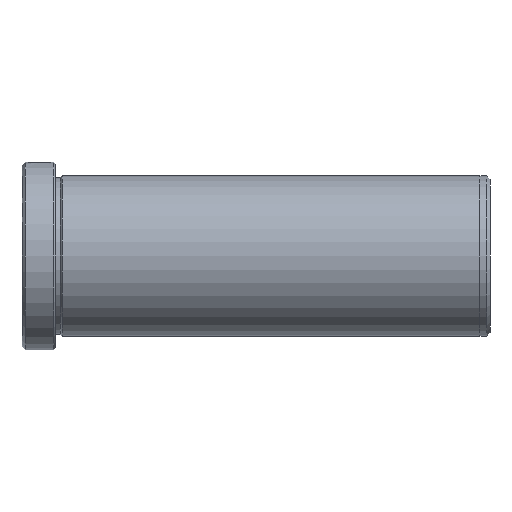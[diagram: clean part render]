
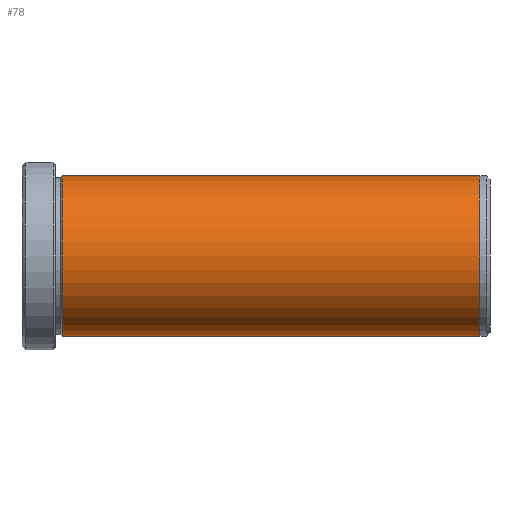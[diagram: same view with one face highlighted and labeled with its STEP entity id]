
A CAD part, left-side view. The second image highlights one B-rep face of the part: STEP entity #78.
In plain terms, the highlighted cylindrical face has radius 24 mm (diameter 48 mm), a partial arc.
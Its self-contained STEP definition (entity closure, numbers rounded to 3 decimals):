
#2 = DIRECTION ( 'NONE',  ( 0., 1., 0. ) ) ;
#78 = ADVANCED_FACE ( 'NONE', ( #1402 ), #1366, .T. ) ;
#108 = DIRECTION ( 'NONE',  ( 0., 1., 0. ) ) ;
#137 = CIRCLE ( 'NONE', #1275, 24. ) ;
#144 = EDGE_CURVE ( 'NONE', #362, #1204, #227, .T. ) ;
#227 = CIRCLE ( 'NONE', #687, 24. ) ;
#282 = CARTESIAN_POINT ( 'NONE',  ( 0., 0., 0. ) ) ;
#304 = DIRECTION ( 'NONE',  ( 0., 0., 1. ) ) ;
#333 = ORIENTED_EDGE ( 'NONE', *, *, #1530, .F. ) ;
#362 = VERTEX_POINT ( 'NONE', #799 ) ;
#402 = LINE ( 'NONE', #737, #1854 ) ;
#452 = VERTEX_POINT ( 'NONE', #1284 ) ;
#456 = DIRECTION ( 'NONE',  ( 0., 1., 0. ) ) ;
#466 = DIRECTION ( 'NONE',  ( 0., 0., -1. ) ) ;
#485 = DIRECTION ( 'NONE',  ( 0., -1., 0. ) ) ;
#504 = VERTEX_POINT ( 'NONE', #1304 ) ;
#510 = EDGE_CURVE ( 'NONE', #362, #452, #1300, .T. ) ;
#555 = ORIENTED_EDGE ( 'NONE', *, *, #1608, .F. ) ;
#591 = CARTESIAN_POINT ( 'NONE',  ( 0., -137., 0. ) ) ;
#651 = CARTESIAN_POINT ( 'NONE',  ( 0., -137., -24. ) ) ;
#687 = AXIS2_PLACEMENT_3D ( 'NONE', #591, #485, #466 ) ;
#726 = EDGE_LOOP ( 'NONE', ( #555, #1578, #1143, #333 ) ) ;
#737 = CARTESIAN_POINT ( 'NONE',  ( 0., 0., -24. ) ) ;
#799 = CARTESIAN_POINT ( 'NONE',  ( 0., -137., 24. ) ) ;
#867 = AXIS2_PLACEMENT_3D ( 'NONE', #282, #456, #304 ) ;
#874 = DIRECTION ( 'NONE',  ( 0., 1., 0. ) ) ;
#875 = CARTESIAN_POINT ( 'NONE',  ( 0., 0., 24. ) ) ;
#975 = CARTESIAN_POINT ( 'NONE',  ( 0., -12., 0. ) ) ;
#1143 = ORIENTED_EDGE ( 'NONE', *, *, #510, .T. ) ;
#1204 = VERTEX_POINT ( 'NONE', #651 ) ;
#1275 = AXIS2_PLACEMENT_3D ( 'NONE', #975, #108, #1692 ) ;
#1284 = CARTESIAN_POINT ( 'NONE',  ( 0., -12., 24. ) ) ;
#1300 = LINE ( 'NONE', #875, #1668 ) ;
#1304 = CARTESIAN_POINT ( 'NONE',  ( 0., -12., -24. ) ) ;
#1366 = CYLINDRICAL_SURFACE ( 'NONE', #867, 24. ) ;
#1402 = FACE_OUTER_BOUND ( 'NONE', #726, .T. ) ;
#1530 = EDGE_CURVE ( 'NONE', #504, #452, #137, .T. ) ;
#1578 = ORIENTED_EDGE ( 'NONE', *, *, #144, .F. ) ;
#1608 = EDGE_CURVE ( 'NONE', #1204, #504, #402, .T. ) ;
#1668 = VECTOR ( 'NONE', #2, 1000. ) ;
#1692 = DIRECTION ( 'NONE',  ( 0., 0., 1. ) ) ;
#1854 = VECTOR ( 'NONE', #874, 1000. ) ;
